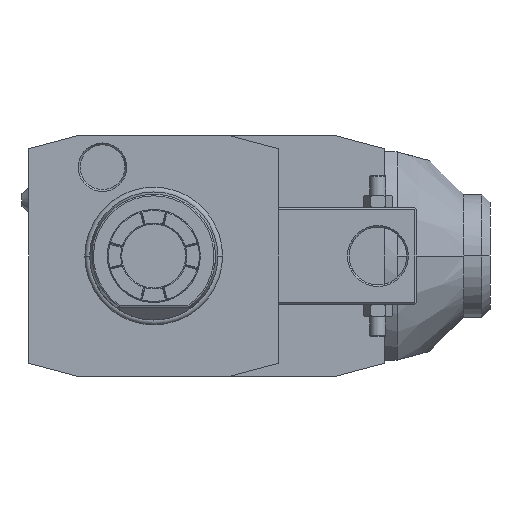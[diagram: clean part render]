
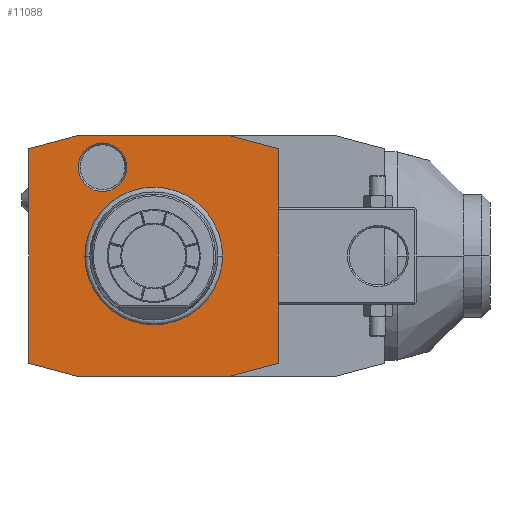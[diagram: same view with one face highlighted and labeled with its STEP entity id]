
A CAD part, front view. The second image highlights one B-rep face of the part: STEP entity #11088.
In plain terms, the highlighted planar face has unit normal (0, -1, 0).
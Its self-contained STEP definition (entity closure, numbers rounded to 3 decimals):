
#1=DIRECTION('',(1.,0.,0.));
#2=VECTOR('',#1,48.);
#3=CARTESIAN_POINT('',(-24.,0.,-37.5));
#4=LINE('',#3,#2);
#5=DIRECTION('',(0.966,0.,-0.259));
#6=VECTOR('',#5,15.529);
#7=CARTESIAN_POINT('',(-39.,0.,-33.481));
#8=LINE('',#7,#6);
#9=DIRECTION('',(0.,0.,-1.));
#10=VECTOR('',#9,66.962);
#11=CARTESIAN_POINT('',(-39.,0.,33.481));
#12=LINE('',#11,#10);
#13=DIRECTION('',(-0.966,0.,-0.259));
#14=VECTOR('',#13,15.529);
#15=CARTESIAN_POINT('',(-24.,0.,37.5));
#16=LINE('',#15,#14);
#17=DIRECTION('',(-1.,0.,0.));
#18=VECTOR('',#17,48.);
#19=CARTESIAN_POINT('',(24.,0.,37.5));
#20=LINE('',#19,#18);
#21=DIRECTION('',(-0.966,0.,0.259));
#22=VECTOR('',#21,15.529);
#23=CARTESIAN_POINT('',(39.,0.,33.481));
#24=LINE('',#23,#22);
#25=DIRECTION('',(0.,0.,1.));
#26=VECTOR('',#25,66.962);
#27=CARTESIAN_POINT('',(39.,0.,-33.481));
#28=LINE('',#27,#26);
#29=DIRECTION('',(0.966,0.,0.259));
#30=VECTOR('',#29,15.529);
#31=CARTESIAN_POINT('',(24.,0.,-37.5));
#32=LINE('',#31,#30);
#33=CARTESIAN_POINT('',(-16.,0.,27.713));
#34=DIRECTION('',(0.,1.,0.));
#35=DIRECTION('',(1.,0.,0.));
#36=AXIS2_PLACEMENT_3D('',#33,#34,#35);
#38=CARTESIAN_POINT('',(-16.,0.,27.713));
#39=DIRECTION('',(0.,1.,0.));
#40=DIRECTION('',(-1.,0.,0.));
#41=AXIS2_PLACEMENT_3D('',#38,#39,#40);
#7616=CARTESIAN_POINT('',(0.,0.,0.));
#7617=DIRECTION('',(0.,-1.,0.));
#7618=DIRECTION('',(1.,0.,0.));
#7619=AXIS2_PLACEMENT_3D('',#7616,#7617,#7618);
#7621=CARTESIAN_POINT('',(0.,0.,0.));
#7622=DIRECTION('',(0.,-1.,0.));
#7623=DIRECTION('',(-1.,0.,0.));
#7624=AXIS2_PLACEMENT_3D('',#7621,#7622,#7623);
#9911=CARTESIAN_POINT('',(-8.423,0.,27.713));
#9912=CARTESIAN_POINT('',(-23.577,0.,27.713));
#9913=VERTEX_POINT('',#9911);
#9914=VERTEX_POINT('',#9912);
#10838=CARTESIAN_POINT('',(-24.,0.,-37.5));
#10839=CARTESIAN_POINT('',(24.,0.,-37.5));
#10840=VERTEX_POINT('',#10838);
#10841=VERTEX_POINT('',#10839);
#10842=CARTESIAN_POINT('',(39.,0.,-33.481));
#10843=VERTEX_POINT('',#10842);
#10844=CARTESIAN_POINT('',(39.,0.,33.481));
#10845=VERTEX_POINT('',#10844);
#10846=CARTESIAN_POINT('',(24.,0.,37.5));
#10847=VERTEX_POINT('',#10846);
#10848=CARTESIAN_POINT('',(-24.,0.,37.5));
#10849=VERTEX_POINT('',#10848);
#10850=CARTESIAN_POINT('',(-39.,0.,33.481));
#10851=VERTEX_POINT('',#10850);
#10852=CARTESIAN_POINT('',(-39.,0.,-33.481));
#10853=VERTEX_POINT('',#10852);
#10901=CARTESIAN_POINT('',(21.137,0.,0.));
#10902=CARTESIAN_POINT('',(-21.137,0.,0.));
#10903=VERTEX_POINT('',#10901);
#10904=VERTEX_POINT('',#10902);
#11053=CARTESIAN_POINT('',(0.,0.,0.));
#11054=DIRECTION('',(0.,-1.,0.));
#11055=DIRECTION('',(-1.,0.,0.));
#11056=AXIS2_PLACEMENT_3D('',#11053,#11054,#11055);
#11057=PLANE('',#11056);
#11059=ORIENTED_EDGE('',*,*,#11058,.F.);
#11061=ORIENTED_EDGE('',*,*,#11060,.F.);
#11063=ORIENTED_EDGE('',*,*,#11062,.F.);
#11065=ORIENTED_EDGE('',*,*,#11064,.F.);
#11067=ORIENTED_EDGE('',*,*,#11066,.F.);
#11069=ORIENTED_EDGE('',*,*,#11068,.F.);
#11071=ORIENTED_EDGE('',*,*,#11070,.F.);
#11073=ORIENTED_EDGE('',*,*,#11072,.F.);
#11074=EDGE_LOOP('',(#11059,#11061,#11063,#11065,#11067,#11069,#11071,#11073));
#11075=FACE_OUTER_BOUND('',#11074,.F.);
#11077=ORIENTED_EDGE('',*,*,#11076,.T.);
#11079=ORIENTED_EDGE('',*,*,#11078,.T.);
#11080=EDGE_LOOP('',(#11077,#11079));
#11081=FACE_BOUND('',#11080,.F.);
#11083=ORIENTED_EDGE('',*,*,#11082,.F.);
#11085=ORIENTED_EDGE('',*,*,#11084,.F.);
#11086=EDGE_LOOP('',(#11083,#11085));
#11087=FACE_BOUND('',#11086,.F.);
#37=CIRCLE('',#36,7.577);
#42=CIRCLE('',#41,7.577);
#7620=CIRCLE('',#7619,21.137);
#7625=CIRCLE('',#7624,21.137);
#11058=EDGE_CURVE('',#10840,#10841,#4,.T.);
#11060=EDGE_CURVE('',#10853,#10840,#8,.T.);
#11062=EDGE_CURVE('',#10851,#10853,#12,.T.);
#11064=EDGE_CURVE('',#10849,#10851,#16,.T.);
#11066=EDGE_CURVE('',#10847,#10849,#20,.T.);
#11068=EDGE_CURVE('',#10845,#10847,#24,.T.);
#11070=EDGE_CURVE('',#10843,#10845,#28,.T.);
#11072=EDGE_CURVE('',#10841,#10843,#32,.T.);
#11076=EDGE_CURVE('',#10903,#10904,#7620,.T.);
#11078=EDGE_CURVE('',#10904,#10903,#7625,.T.);
#11082=EDGE_CURVE('',#9913,#9914,#37,.T.);
#11084=EDGE_CURVE('',#9914,#9913,#42,.T.);
#11088=ADVANCED_FACE('',(#11075,#11081,#11087),#11057,.T.);
